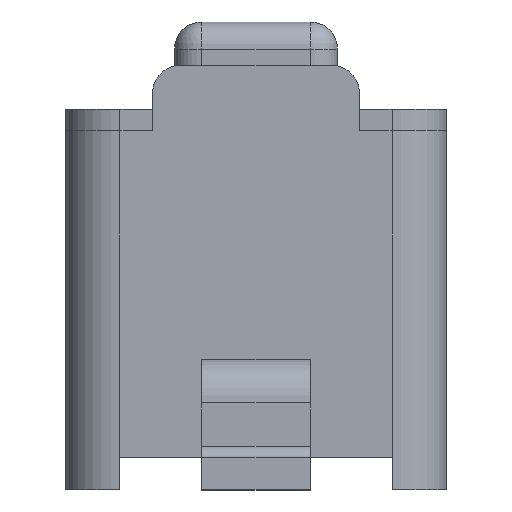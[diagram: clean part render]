
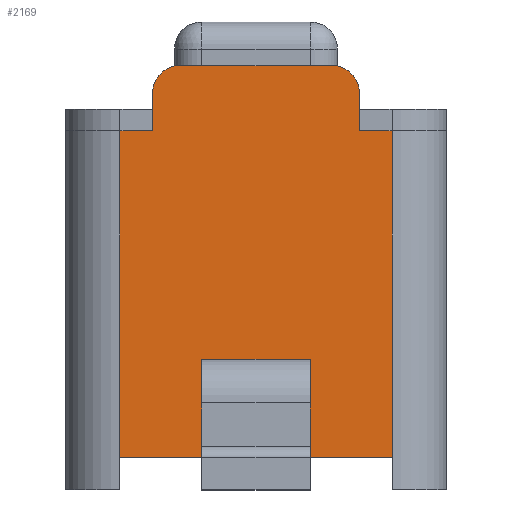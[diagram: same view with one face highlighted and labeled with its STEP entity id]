
A CAD part, left-side view. The second image highlights one B-rep face of the part: STEP entity #2169.
In plain terms, the highlighted planar face has unit normal (-1, 0, 0).
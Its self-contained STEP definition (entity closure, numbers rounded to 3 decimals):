
#88=CARTESIAN_POINT('',(-3.,0.95,3.35));
#89=VERTEX_POINT('',#88);
#90=CARTESIAN_POINT('',(-3.,0.7,3.6));
#91=VERTEX_POINT('',#90);
#92=CARTESIAN_POINT('',(-3.,0.7,3.35));
#93=DIRECTION('',(1.0,0.0,0.0));
#94=DIRECTION('',(0.0,0.707,0.707));
#95=AXIS2_PLACEMENT_3D('',#92,#93,#94);
#96=CIRCLE('',#95,0.25);
#97=EDGE_CURVE('',#89,#91,#96,.T.);
#187=CARTESIAN_POINT('',(-3.,-0.7,3.6));
#188=VERTEX_POINT('',#187);
#189=CARTESIAN_POINT('',(-3.,-0.95,3.35));
#190=VERTEX_POINT('',#189);
#191=CARTESIAN_POINT('',(-3.,-0.7,3.35));
#192=DIRECTION('',(1.0,0.0,0.0));
#193=DIRECTION('',(0.0,-0.707,0.707));
#194=AXIS2_PLACEMENT_3D('',#191,#192,#193);
#195=CIRCLE('',#194,0.25);
#196=EDGE_CURVE('',#188,#190,#195,.T.);
#253=CARTESIAN_POINT('',(-3.,0.95,3.));
#254=VERTEX_POINT('',#253);
#261=CARTESIAN_POINT('',(-3.,0.95,3.));
#262=DIRECTION('',(0.0,0.0,1.0));
#263=VECTOR('',#262,0.35);
#264=LINE('',#261,#263);
#265=EDGE_CURVE('',#254,#89,#264,.T.);
#350=CARTESIAN_POINT('',(-3.,-0.95,3.));
#351=VERTEX_POINT('',#350);
#352=CARTESIAN_POINT('',(-3.,-0.95,3.));
#353=DIRECTION('',(0.0,0.0,1.0));
#354=VECTOR('',#353,0.35);
#355=LINE('',#352,#354);
#356=EDGE_CURVE('',#351,#190,#355,.T.);
#659=CARTESIAN_POINT('',(-3.,-0.7,3.6));
#660=DIRECTION('',(0.0,1.0,0.0));
#661=VECTOR('',#660,1.4);
#662=LINE('',#659,#661);
#663=EDGE_CURVE('',#188,#91,#662,.T.);
#697=CARTESIAN_POINT('',(-3.,-1.25,3.));
#698=VERTEX_POINT('',#697);
#699=CARTESIAN_POINT('',(-3.,-1.25,3.));
#700=DIRECTION('',(0.0,1.0,0.0));
#701=VECTOR('',#700,0.3);
#702=LINE('',#699,#701);
#703=EDGE_CURVE('',#698,#351,#702,.T.);
#767=CARTESIAN_POINT('',(-3.,1.25,3.));
#768=VERTEX_POINT('',#767);
#776=CARTESIAN_POINT('',(-3.,0.95,3.));
#777=DIRECTION('',(0.0,1.0,0.0));
#778=VECTOR('',#777,0.3);
#779=LINE('',#776,#778);
#780=EDGE_CURVE('',#254,#768,#779,.T.);
#970=CARTESIAN_POINT('',(-3.,0.5,0.6));
#971=VERTEX_POINT('',#970);
#978=CARTESIAN_POINT('',(-3.0,-0.5,0.6));
#979=VERTEX_POINT('',#978);
#980=CARTESIAN_POINT('',(-3.0,-0.5,0.6));
#981=DIRECTION('',(0.0,1.0,0.0));
#982=VECTOR('',#981,1.0);
#983=LINE('',#980,#982);
#984=EDGE_CURVE('',#979,#971,#983,.T.);
#1009=CARTESIAN_POINT('',(-3.0,-0.5,0.9));
#1010=VERTEX_POINT('',#1009);
#1011=CARTESIAN_POINT('',(-3.0,-0.5,0.9));
#1012=DIRECTION('',(0.0,0.0,-1.0));
#1013=VECTOR('',#1012,0.3);
#1014=LINE('',#1011,#1013);
#1015=EDGE_CURVE('',#1010,#979,#1014,.T.);
#1040=CARTESIAN_POINT('',(-3.,0.5,0.9));
#1041=VERTEX_POINT('',#1040);
#1042=CARTESIAN_POINT('',(-3.,0.5,0.9));
#1043=DIRECTION('',(0.0,-1.0,0.0));
#1044=VECTOR('',#1043,1.0);
#1045=LINE('',#1042,#1044);
#1046=EDGE_CURVE('',#1041,#1010,#1045,.T.);
#1069=CARTESIAN_POINT('',(-3.,0.5,0.6));
#1070=DIRECTION('',(0.0,0.0,1.0));
#1071=VECTOR('',#1070,0.3);
#1072=LINE('',#1069,#1071);
#1073=EDGE_CURVE('',#971,#1041,#1072,.T.);
#1552=CARTESIAN_POINT('',(-3.,-1.25,0.0));
#1553=VERTEX_POINT('',#1552);
#1810=CARTESIAN_POINT('',(-3.,1.25,0.0));
#1811=VERTEX_POINT('',#1810);
#2124=CARTESIAN_POINT('',(-3.,-1.25,0.0));
#2125=DIRECTION('',(0.0,0.0,1.0));
#2126=VECTOR('',#2125,3.);
#2127=LINE('',#2124,#2126);
#2128=EDGE_CURVE('',#1553,#698,#2127,.T.);
#2136=CARTESIAN_POINT('',(-3.,-1.25,0.0));
#2137=DIRECTION('',(-1.0,0.0,0.0));
#2138=DIRECTION('',(0.0,0.0,1.0));
#2139=AXIS2_PLACEMENT_3D('',#2136,#2137,#2138);
#2140=PLANE('',#2139);
#2141=ORIENTED_EDGE('',*,*,#97,.F.);
#2142=ORIENTED_EDGE('',*,*,#265,.F.);
#2143=ORIENTED_EDGE('',*,*,#780,.T.);
#2144=CARTESIAN_POINT('',(-3.,1.25,0.0));
#2145=DIRECTION('',(0.0,0.0,1.0));
#2146=VECTOR('',#2145,3.);
#2147=LINE('',#2144,#2146);
#2148=EDGE_CURVE('',#1811,#768,#2147,.T.);
#2149=ORIENTED_EDGE('',*,*,#2148,.F.);
#2150=CARTESIAN_POINT('',(-3.,-1.25,0.0));
#2151=DIRECTION('',(0.0,1.0,0.0));
#2152=VECTOR('',#2151,2.5);
#2153=LINE('',#2150,#2152);
#2154=EDGE_CURVE('',#1553,#1811,#2153,.T.);
#2155=ORIENTED_EDGE('',*,*,#2154,.F.);
#2156=ORIENTED_EDGE('',*,*,#2128,.T.);
#2157=ORIENTED_EDGE('',*,*,#703,.T.);
#2158=ORIENTED_EDGE('',*,*,#356,.T.);
#2159=ORIENTED_EDGE('',*,*,#196,.F.);
#2160=ORIENTED_EDGE('',*,*,#663,.T.);
#2161=EDGE_LOOP('',(#2141,#2142,#2143,#2149,#2155,#2156,#2157,#2158,#2159,#2160));
#2162=FACE_OUTER_BOUND('',#2161,.T.);
#2163=ORIENTED_EDGE('',*,*,#984,.T.);
#2164=ORIENTED_EDGE('',*,*,#1073,.T.);
#2165=ORIENTED_EDGE('',*,*,#1046,.T.);
#2166=ORIENTED_EDGE('',*,*,#1015,.T.);
#2167=EDGE_LOOP('',(#2163,#2164,#2165,#2166));
#2168=FACE_BOUND('',#2167,.T.);
#2169=ADVANCED_FACE('',(#2162,#2168),#2140,.T.);
